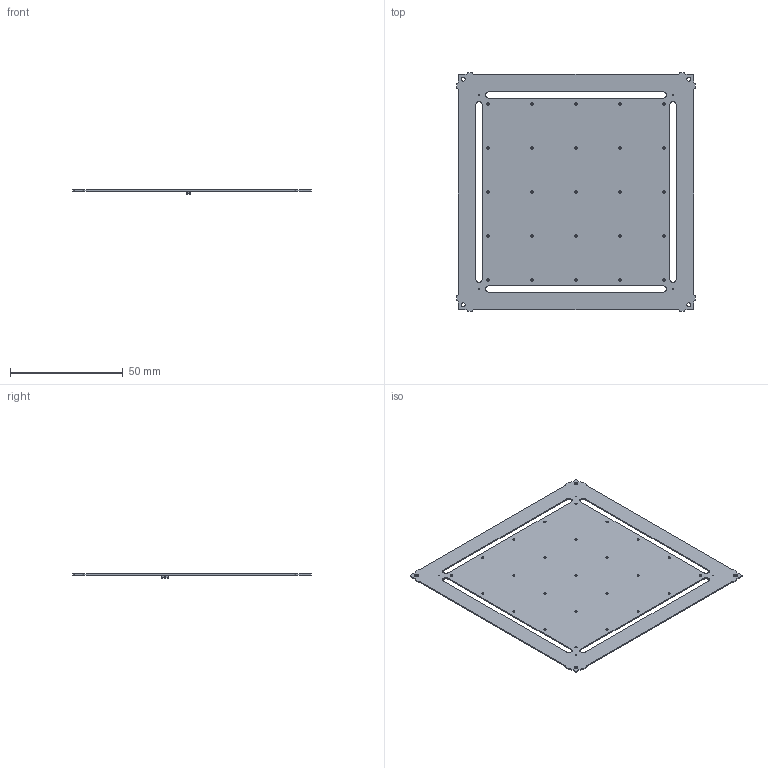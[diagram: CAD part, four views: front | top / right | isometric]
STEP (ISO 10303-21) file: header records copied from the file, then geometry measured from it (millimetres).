
FILE_DESCRIPTION(('KiCad electronic assembly'),'2;1');
FILE_NAME('PCBA-XY-TOUCH-3D.step','2026-01-14T11:08:39',('Pcbnew'),( 'Kicad'),'Open CASCADE STEP processor 7.8','KiCad to STEP converter' ,'Unknown');
FILE_SCHEMA(('AUTOMOTIVE_DESIGN { 1 0 10303 214 1 1 1 1 }'));
Length unit declared in the file: millimetre
Products named in the file (3): PCBA-XY-TOUCH-3D 1; C_0805_2012Metric; kibot_2o6ieqwi_PCB
Assembly tree (3 placements, depth 2):
  PCBA-XY-TOUCH-3D 1
    C_0805_2012Metric  x2
    kibot_2o6ieqwi_PCB
Bounding box: 105.6 x 105.6 x 1.84 mm (x, y, z)
Volume: 5059.3 mm3; surface area: 20446.1 mm2
Topology: 3 solids, 3 shells, 179 faces, 507 edges, 338 vertices
Faces by surface type: cylinder 100, plane 79
Full cylindrical faces by diameter (mm): 0.5 x4, 1 x25, 1.75 x4
Entity records: 5433 total; most frequent: DIRECTION 921, CARTESIAN_POINT 880, ORIENTED_EDGE 870, EDGE_CURVE 435, AXIS2_PLACEMENT_3D 331, VERTEX_POINT 290, LINE 259, VECTOR 259
